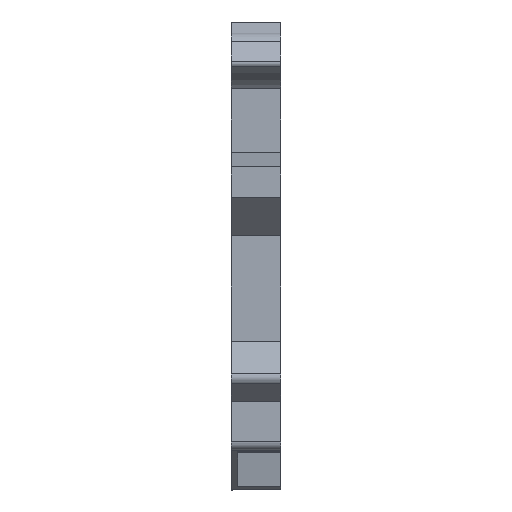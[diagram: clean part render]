
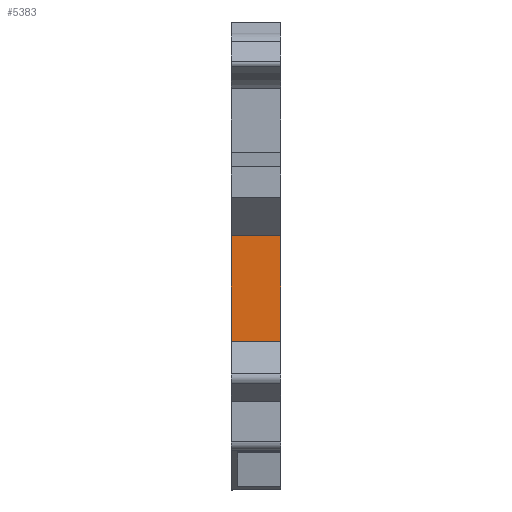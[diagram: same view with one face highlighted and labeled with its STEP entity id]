
A CAD part, front view. The second image highlights one B-rep face of the part: STEP entity #5383.
In plain terms, the highlighted planar face has unit normal (0, -1, 0).
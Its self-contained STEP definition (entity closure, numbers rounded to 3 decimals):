
#89=DIRECTION('',(0.,0.,1.));
#90=VECTOR('',#89,14.514);
#91=CARTESIAN_POINT('',(0.,0.,-16.784));
#92=LINE('',#91,#90);
#1370=DIRECTION('',(0.,0.,1.));
#1371=VECTOR('',#1370,14.514);
#1372=CARTESIAN_POINT('',(-6.1,0.,-16.784));
#1373=LINE('',#1372,#1371);
#1447=DIRECTION('',(-1.,0.,0.));
#1448=VECTOR('',#1447,6.1);
#1449=CARTESIAN_POINT('',(0.,0.,-16.784));
#1450=LINE('',#1449,#1448);
#1451=DIRECTION('',(-1.,0.,0.));
#1452=VECTOR('',#1451,6.1);
#1453=CARTESIAN_POINT('',(0.,0.,-2.27));
#1454=LINE('',#1453,#1452);
#3626=CARTESIAN_POINT('',(0.,0.,-16.784));
#3627=VERTEX_POINT('',#3626);
#3628=CARTESIAN_POINT('',(0.,0.,-2.27));
#3629=VERTEX_POINT('',#3628);
#3650=CARTESIAN_POINT('',(-6.1,0.,-16.784));
#3651=VERTEX_POINT('',#3650);
#3652=CARTESIAN_POINT('',(-6.1,0.,-2.27));
#3653=VERTEX_POINT('',#3652);
#5371=CARTESIAN_POINT('',(0.,0.,-16.784));
#5372=DIRECTION('',(0.,1.,0.));
#5373=DIRECTION('',(0.,0.,1.));
#5374=AXIS2_PLACEMENT_3D('',#5371,#5372,#5373);
#5375=PLANE('',#5374);
#5376=ORIENTED_EDGE('',*,*,#4140,.F.);
#5377=ORIENTED_EDGE('',*,*,#5366,.T.);
#5378=ORIENTED_EDGE('',*,*,#5217,.T.);
#5380=ORIENTED_EDGE('',*,*,#5379,.F.);
#5381=EDGE_LOOP('',(#5376,#5377,#5378,#5380));
#5382=FACE_OUTER_BOUND('',#5381,.F.);
#5383=ADVANCED_FACE('',(#5382),#5375,.F.);
#4140=EDGE_CURVE('',#3627,#3629,#92,.T.);
#5217=EDGE_CURVE('',#3651,#3653,#1373,.T.);
#5366=EDGE_CURVE('',#3627,#3651,#1450,.T.);
#5379=EDGE_CURVE('',#3629,#3653,#1454,.T.);
